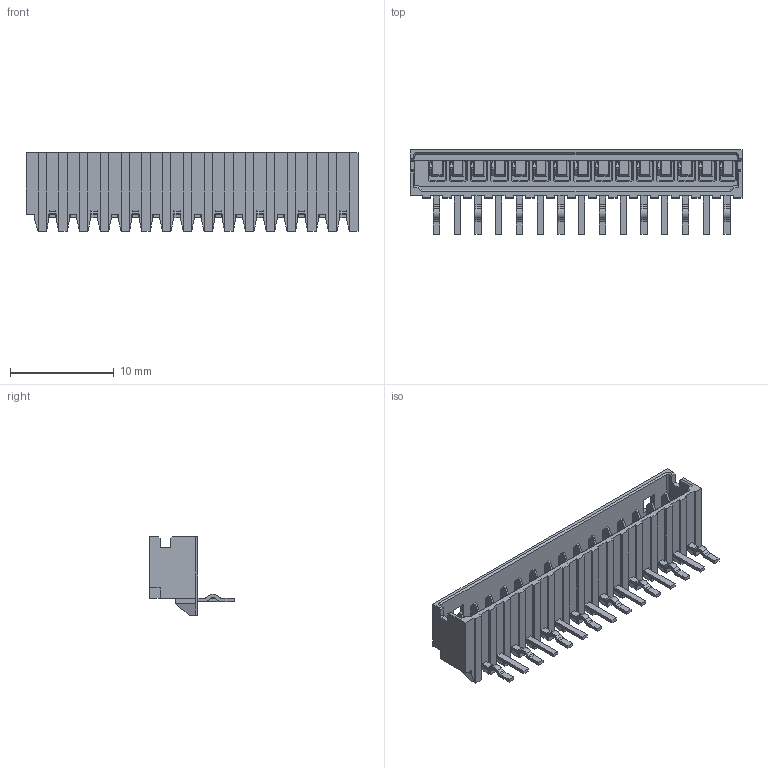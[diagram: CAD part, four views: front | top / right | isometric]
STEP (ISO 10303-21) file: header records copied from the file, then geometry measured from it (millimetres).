
FILE_DESCRIPTION((''),'2;1');
FILE_NAME('530151510','2016-09-27T',('rlalsangi'),(''),'PRO/ENGINEER BY PARAMETRIC TECHNOLOGY CORPORATION, 2012310','PRO/ENGINEER BY PARAMETRIC TECHNOLOGY CORPORATION, 2012310','');
FILE_SCHEMA(('CONFIG_CONTROL_DESIGN'));
Length unit declared in the file: millimetre
Products named in the file (1): 530151510
Bounding box: 32 x 8.15 x 7.6 mm (x, y, z)
Volume: 456.7 mm3; surface area: 1536.3 mm2
Topology: 16 solids, 16 shells, 873 faces, 2244 edges, 1403 vertices
Faces by surface type: plane 809, cylinder 62, cone 2
Entity records: 25652 total; most frequent: CARTESIAN_POINT 4484, ORIENTED_EDGE 4414, DIRECTION 4148, EDGE_CURVE 2207, VECTOR 2088, LINE 2088, VERTEX_POINT 1366, AXIS2_PLACEMENT_3D 1030
